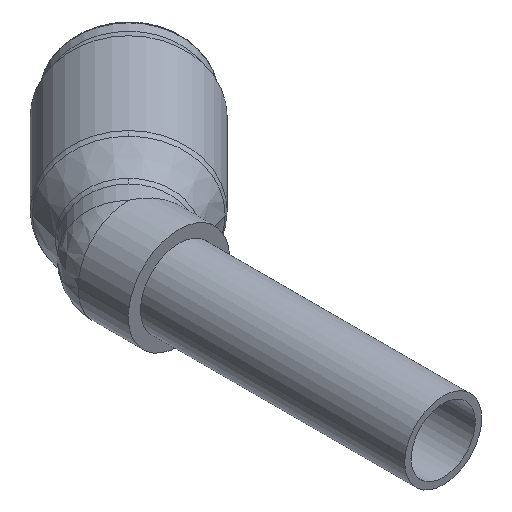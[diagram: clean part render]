
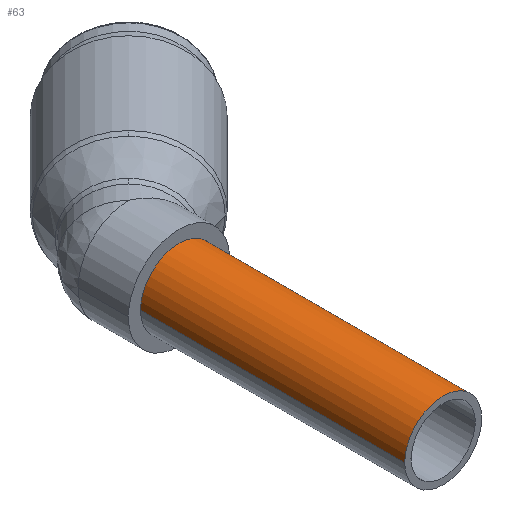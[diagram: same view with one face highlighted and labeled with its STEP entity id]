
A CAD part, isometric view. The second image highlights one B-rep face of the part: STEP entity #63.
In plain terms, the highlighted cylindrical face has radius 3 mm (diameter 6 mm), a partial arc.
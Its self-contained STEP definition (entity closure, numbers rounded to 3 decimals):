
#63=ADVANCED_FACE('',(#118),#119,.T.);
#118=FACE_OUTER_BOUND('',#197,.T.);
#119=CYLINDRICAL_SURFACE('',#198,3.0);
#197=EDGE_LOOP('',(#378,#379,#380,#381));
#198=AXIS2_PLACEMENT_3D('',#382,#383,#384);
#378=ORIENTED_EDGE('',*,*,#592,.T.);
#379=ORIENTED_EDGE('',*,*,#608,.F.);
#380=ORIENTED_EDGE('',*,*,#594,.T.);
#381=ORIENTED_EDGE('',*,*,#609,.F.);
#382=CARTESIAN_POINT('',(0.0,12.26,0.0));
#383=DIRECTION('',(-0.0,1.0,0.0));
#384=DIRECTION('',(1.0,0.0,0.0));
#592=EDGE_CURVE('',#731,#732,#733,.T.);
#594=EDGE_CURVE('',#736,#734,#737,.T.);
#608=EDGE_CURVE('',#736,#732,#758,.T.);
#609=EDGE_CURVE('',#731,#734,#759,.T.);
#731=VERTEX_POINT('',#982);
#732=VERTEX_POINT('',#983);
#733=LINE('',#984,#985);
#734=VERTEX_POINT('',#986);
#736=VERTEX_POINT('',#988);
#737=LINE('',#989,#990);
#758=CIRCLE('',#1015,3.0);
#759=CIRCLE('',#1016,3.0);
#982=CARTESIAN_POINT('',(3.0,0.0,0.0));
#983=CARTESIAN_POINT('',(3.0,20.6,0.));
#984=CARTESIAN_POINT('',(3.0,12.26,0.));
#985=VECTOR('',#1175,1.0);
#986=CARTESIAN_POINT('',(-3.0,0.0,0.));
#988=CARTESIAN_POINT('',(-3.0,20.6,0.));
#989=CARTESIAN_POINT('',(-3.0,12.26,0.));
#990=VECTOR('',#1179,1.0);
#1015=AXIS2_PLACEMENT_3D('',#1211,#1212,#1213);
#1016=AXIS2_PLACEMENT_3D('',#1214,#1215,#1216);
#1175=DIRECTION('',(0.0,1.0,0.0));
#1179=DIRECTION('',(-0.0,-1.0,-0.0));
#1211=CARTESIAN_POINT('',(0.0,20.6,0.0));
#1212=DIRECTION('',(-0.0,1.0,0.0));
#1213=DIRECTION('',(1.0,0.0,0.0));
#1214=CARTESIAN_POINT('',(0.0,0.0,0.0));
#1215=DIRECTION('',(0.0,-1.0,0.0));
#1216=DIRECTION('',(1.0,0.0,0.0));
